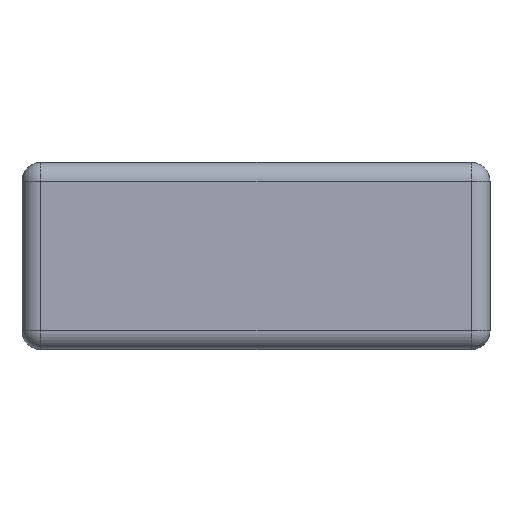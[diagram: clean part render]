
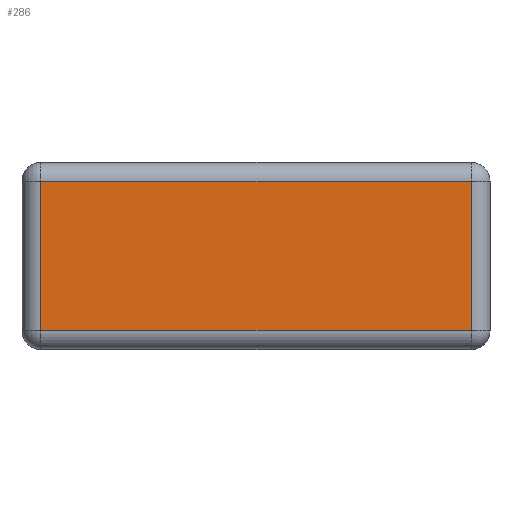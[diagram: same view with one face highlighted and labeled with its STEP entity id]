
A CAD part, left-side view. The second image highlights one B-rep face of the part: STEP entity #286.
In plain terms, the highlighted planar face has unit normal (-1, 0, 0).
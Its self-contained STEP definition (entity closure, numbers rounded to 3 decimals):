
#21 = ORIENTED_EDGE ( 'NONE', *, *, #30, .T. ) ;
#22 = VERTEX_POINT ( 'NONE', #598 ) ;
#30 = EDGE_CURVE ( 'NONE', #22, #86, #632, .T. ) ;
#86 = VERTEX_POINT ( 'NONE', #755 ) ;
#87 = VERTEX_POINT ( 'NONE', #754 ) ;
#88 = ORIENTED_EDGE ( 'NONE', *, *, #89, .T. ) ;
#89 = EDGE_CURVE ( 'NONE', #87, #90, #753, .T. ) ;
#90 = VERTEX_POINT ( 'NONE', #749 ) ;
#91 = ORIENTED_EDGE ( 'NONE', *, *, #92, .T. ) ;
#92 = EDGE_CURVE ( 'NONE', #90, #22, #747, .T. ) ;
#286 = ADVANCED_FACE ( 'NONE', ( #1615 ), #1654, .F. ) ;
#287 = EDGE_LOOP ( 'NONE', ( #288, #88, #91, #21 ) ) ;
#288 = ORIENTED_EDGE ( 'NONE', *, *, #289, .T. ) ;
#289 = EDGE_CURVE ( 'NONE', #86, #87, #1602, .T. ) ;
#598 = CARTESIAN_POINT ( 'NONE',  ( -1., 0.575, 0.05 ) ) ;
#629 = DIRECTION ( 'NONE',  ( 0., -1., 0. ) ) ;
#630 = VECTOR ( 'NONE', #629, 1000. ) ;
#631 = CARTESIAN_POINT ( 'NONE',  ( -1., 0.625, 0.05 ) ) ;
#632 = LINE ( 'NONE', #631, #630 ) ;
#744 = DIRECTION ( 'NONE',  ( 0., 0., -1. ) ) ;
#745 = VECTOR ( 'NONE', #744, 1000. ) ;
#746 = CARTESIAN_POINT ( 'NONE',  ( -1., 0.575, 0.5 ) ) ;
#747 = LINE ( 'NONE', #746, #745 ) ;
#749 = CARTESIAN_POINT ( 'NONE',  ( -1., 0.575, 0.45 ) ) ;
#750 = DIRECTION ( 'NONE',  ( 0., 1., 0. ) ) ;
#751 = VECTOR ( 'NONE', #750, 1000. ) ;
#752 = CARTESIAN_POINT ( 'NONE',  ( -1., 0.625, 0.45 ) ) ;
#753 = LINE ( 'NONE', #752, #751 ) ;
#754 = CARTESIAN_POINT ( 'NONE',  ( -1., -0.575, 0.45 ) ) ;
#755 = CARTESIAN_POINT ( 'NONE',  ( -1., -0.575, 0.05 ) ) ;
#1590 = DIRECTION ( 'NONE',  ( 0., 0., 1. ) ) ;
#1591 = VECTOR ( 'NONE', #1590, 1000. ) ;
#1592 = CARTESIAN_POINT ( 'NONE',  ( -1., -0.575, 0.5 ) ) ;
#1599 = DIRECTION ( 'NONE',  ( 0., 1., 0. ) ) ;
#1600 = DIRECTION ( 'NONE',  ( 1., 0., 0. ) ) ;
#1601 = AXIS2_PLACEMENT_3D ( 'NONE', #1655, #1600, #1599 ) ;
#1602 = LINE ( 'NONE', #1592, #1591 ) ;
#1615 = FACE_OUTER_BOUND ( 'NONE', #287, .T. ) ;
#1654 = PLANE ( 'NONE',  #1601 ) ;
#1655 = CARTESIAN_POINT ( 'NONE',  ( -1., 0.625, 0.5 ) ) ;
